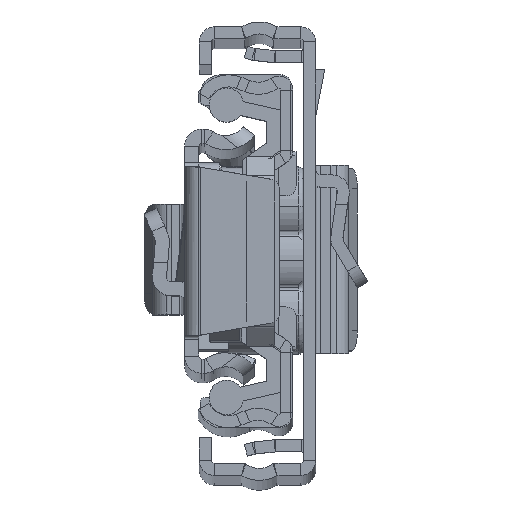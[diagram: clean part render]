
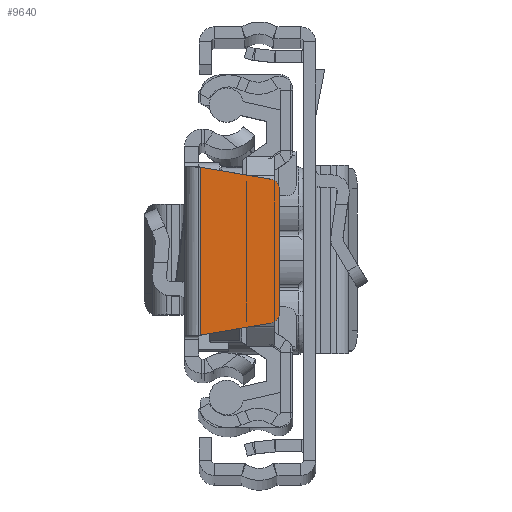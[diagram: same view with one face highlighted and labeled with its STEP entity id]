
A CAD part, top view. The second image highlights one B-rep face of the part: STEP entity #9640.
In plain terms, the highlighted planar face has unit normal (0, 0, 1).
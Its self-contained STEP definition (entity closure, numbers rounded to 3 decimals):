
#147 = ORIENTED_EDGE ( 'NONE', *, *, #308, .T. ) ;
#308 = EDGE_CURVE ( 'NONE', #3609, #10515, #11776, .T. ) ;
#569 = AXIS2_PLACEMENT_3D ( 'NONE', #16675, #4968, #11661 ) ;
#649 = CARTESIAN_POINT ( 'NONE',  ( 1.6, -8.333, 0. ) ) ;
#818 = VECTOR ( 'NONE', #21079, 1000. ) ;
#985 = LINE ( 'NONE', #14353, #818 ) ;
#1507 = VECTOR ( 'NONE', #16044, 1000. ) ;
#1599 = VECTOR ( 'NONE', #10994, 1000. ) ;
#2878 = EDGE_CURVE ( 'NONE', #6800, #3609, #15717, .T. ) ;
#3235 = DIRECTION ( 'NONE',  ( 0., 0., -1. ) ) ;
#3371 = EDGE_CURVE ( 'NONE', #10515, #4765, #985, .T. ) ;
#3609 = VERTEX_POINT ( 'NONE', #12039 ) ;
#4138 = AXIS2_PLACEMENT_3D ( 'NONE', #4759, #3235, #11775 ) ;
#4650 = DIRECTION ( 'NONE',  ( 0., -1., 0. ) ) ;
#4658 = PLANE ( 'NONE',  #4138 ) ;
#4759 = CARTESIAN_POINT ( 'NONE',  ( 8.4, 6.156, 0. ) ) ;
#4765 = VERTEX_POINT ( 'NONE', #6358 ) ;
#4875 = ORIENTED_EDGE ( 'NONE', *, *, #3371, .T. ) ;
#4968 = DIRECTION ( 'NONE',  ( 0., 0., 1. ) ) ;
#5166 = CARTESIAN_POINT ( 'NONE',  ( 9.4, -6.156, 0. ) ) ;
#5978 = CARTESIAN_POINT ( 'NONE',  ( 1.6, -8.333, 0. ) ) ;
#6358 = CARTESIAN_POINT ( 'NONE',  ( 1.6, 8.333, 0. ) ) ;
#6800 = VERTEX_POINT ( 'NONE', #5166 ) ;
#7328 = CARTESIAN_POINT ( 'NONE',  ( 8.4, -6.156, 0. ) ) ;
#8809 = EDGE_CURVE ( 'NONE', #11587, #18272, #19330, .T. ) ;
#9640 = ADVANCED_FACE ( 'NONE', ( #10139 ), #4658, .F. ) ;
#9983 = AXIS2_PLACEMENT_3D ( 'NONE', #7328, #12259, #14404 ) ;
#10139 = FACE_OUTER_BOUND ( 'NONE', #10453, .T. ) ;
#10453 = EDGE_LOOP ( 'NONE', ( #16721, #12758, #11646, #18112, #147, #4875 ) ) ;
#10515 = VERTEX_POINT ( 'NONE', #11514 ) ;
#10726 = EDGE_CURVE ( 'NONE', #18272, #6800, #14853, .T. ) ;
#10775 = CARTESIAN_POINT ( 'NONE',  ( 8.568, -7.142, 0. ) ) ;
#10994 = DIRECTION ( 'NONE',  ( 0.986, 0.168, 0. ) ) ;
#11514 = CARTESIAN_POINT ( 'NONE',  ( 8.568, 7.142, 0. ) ) ;
#11587 = VERTEX_POINT ( 'NONE', #649 ) ;
#11646 = ORIENTED_EDGE ( 'NONE', *, *, #10726, .T. ) ;
#11661 = DIRECTION ( 'NONE',  ( 1., 0., 0. ) ) ;
#11775 = DIRECTION ( 'NONE',  ( 1., 0., 0. ) ) ;
#11776 = CIRCLE ( 'NONE', #569, 1. ) ;
#12039 = CARTESIAN_POINT ( 'NONE',  ( 9.4, 6.156, 0. ) ) ;
#12259 = DIRECTION ( 'NONE',  ( 0., 0., 1. ) ) ;
#12758 = ORIENTED_EDGE ( 'NONE', *, *, #8809, .T. ) ;
#14053 = CARTESIAN_POINT ( 'NONE',  ( 8.568, -7.142, 0. ) ) ;
#14292 = LINE ( 'NONE', #5978, #20620 ) ;
#14353 = CARTESIAN_POINT ( 'NONE',  ( 1.5, 8.35, 0. ) ) ;
#14404 = DIRECTION ( 'NONE',  ( 1., 0., 0. ) ) ;
#14853 = CIRCLE ( 'NONE', #9983, 1. ) ;
#15717 = LINE ( 'NONE', #20687, #1507 ) ;
#16044 = DIRECTION ( 'NONE',  ( 0., 1., 0. ) ) ;
#16675 = CARTESIAN_POINT ( 'NONE',  ( 8.4, 6.156, 0. ) ) ;
#16721 = ORIENTED_EDGE ( 'NONE', *, *, #17940, .T. ) ;
#17940 = EDGE_CURVE ( 'NONE', #4765, #11587, #14292, .T. ) ;
#18112 = ORIENTED_EDGE ( 'NONE', *, *, #2878, .T. ) ;
#18272 = VERTEX_POINT ( 'NONE', #10775 ) ;
#19330 = LINE ( 'NONE', #14053, #1599 ) ;
#20620 = VECTOR ( 'NONE', #4650, 1000. ) ;
#20687 = CARTESIAN_POINT ( 'NONE',  ( 9.4, 6.156, 0. ) ) ;
#21079 = DIRECTION ( 'NONE',  ( -0.986, 0.168, 0. ) ) ;
